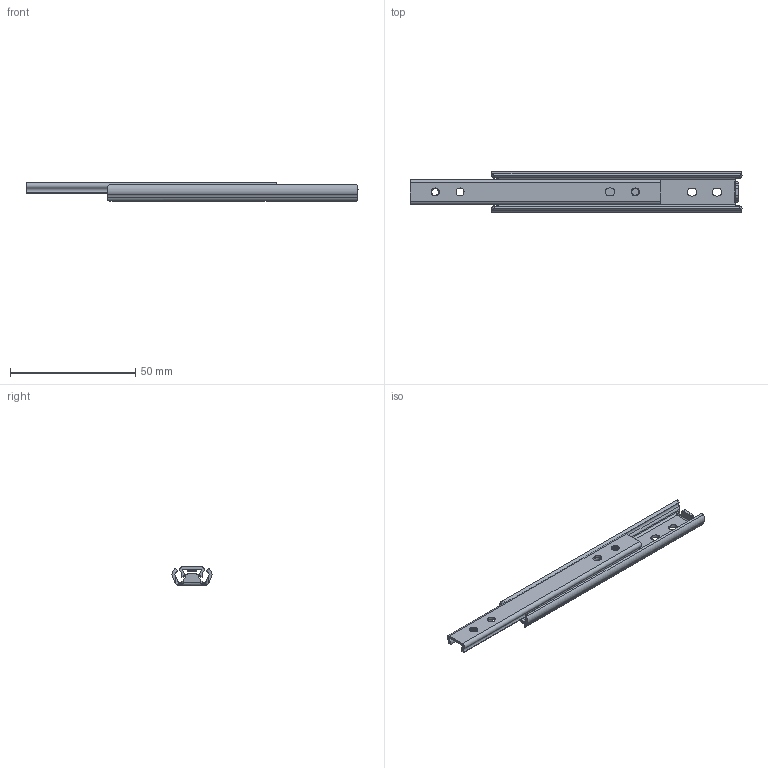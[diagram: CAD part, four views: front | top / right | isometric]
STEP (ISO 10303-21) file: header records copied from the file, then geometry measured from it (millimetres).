
FILE_DESCRIPTION (( 'STEP AP203' ), '1' );
FILE_NAME ('U1620-100.STEP', '2020-06-03T05:18:39', ( '' ), ( '' ), 'SwSTEP 2.0', 'SolidWorks 2019', '' );
FILE_SCHEMA (( 'CONFIG_CONTROL_DESIGN' ));
Length unit declared in the file: millimetre
Products named in the file (3): U1620-100; U1620-100 IM; U1620-100 OM
Assembly tree (2 placements, depth 2):
  U1620-100
    U1620-100 OM
    U1620-100 IM
Bounding box: 132.7 x 16 x 7.5 mm (x, y, z)
Volume: 4440.1 mm3; surface area: 8606 mm2
Topology: 2 solids, 2 shells, 191 faces, 551 edges, 366 vertices
Faces by surface type: cylinder 97, plane 76, torus 12, bspline 6
Entity records: 8540 total; most frequent: CARTESIAN_POINT 3415, ORIENTED_EDGE 1102, DIRECTION 933, EDGE_CURVE 551, VERTEX_POINT 366, AXIS2_PLACEMENT_3D 334, VECTOR 265, LINE 265
